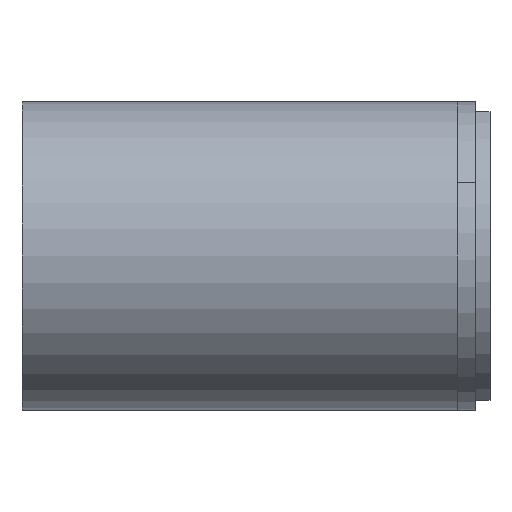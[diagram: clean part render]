
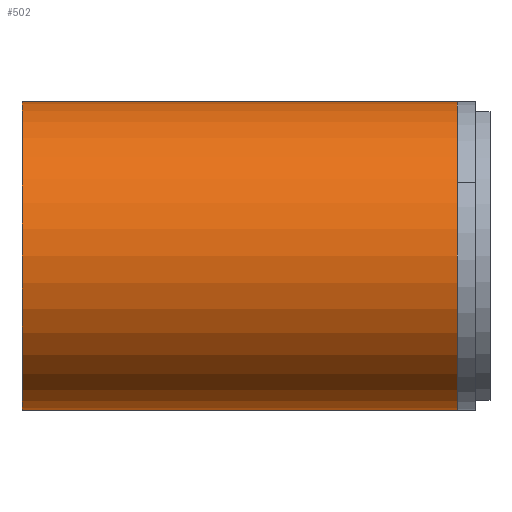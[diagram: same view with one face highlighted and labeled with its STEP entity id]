
A CAD part, left-side view. The second image highlights one B-rep face of the part: STEP entity #502.
In plain terms, the highlighted cylindrical face has radius 2.125 mm (diameter 4.25 mm), a partial arc.
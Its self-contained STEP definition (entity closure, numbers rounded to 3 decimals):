
#12 = EDGE_CURVE ( 'NONE', #150, #612, #329, .T. ) ;
#32 = ORIENTED_EDGE ( 'NONE', *, *, #507, .F. ) ;
#76 = DIRECTION ( 'NONE',  ( 0., 1., 0. ) ) ;
#80 = DIRECTION ( 'NONE',  ( 0., 0., -1. ) ) ;
#93 = ORIENTED_EDGE ( 'NONE', *, *, #12, .F. ) ;
#97 = CARTESIAN_POINT ( 'NONE',  ( 0., 0., 2.125 ) ) ;
#101 = CARTESIAN_POINT ( 'NONE',  ( 0., 0., -2.125 ) ) ;
#150 = VERTEX_POINT ( 'NONE', #253 ) ;
#153 = CARTESIAN_POINT ( 'NONE',  ( 0., 0., 0. ) ) ;
#198 = VERTEX_POINT ( 'NONE', #101 ) ;
#204 = EDGE_CURVE ( 'NONE', #198, #612, #568, .T. ) ;
#227 = AXIS2_PLACEMENT_3D ( 'NONE', #369, #76, #322 ) ;
#237 = ORIENTED_EDGE ( 'NONE', *, *, #204, .T. ) ;
#244 = VERTEX_POINT ( 'NONE', #333 ) ;
#249 = CIRCLE ( 'NONE', #227, 2.125 ) ;
#253 = CARTESIAN_POINT ( 'NONE',  ( 0., 6., 2.125 ) ) ;
#262 = VECTOR ( 'NONE', #529, 1000. ) ;
#268 = VECTOR ( 'NONE', #483, 1000. ) ;
#298 = CARTESIAN_POINT ( 'NONE',  ( 0., 6., 2.125 ) ) ;
#303 = DIRECTION ( 'NONE',  ( 0., 0., 1. ) ) ;
#322 = DIRECTION ( 'NONE',  ( 0., 0., 1. ) ) ;
#324 = DIRECTION ( 'NONE',  ( 0., -1., 0. ) ) ;
#329 = LINE ( 'NONE', #298, #268 ) ;
#333 = CARTESIAN_POINT ( 'NONE',  ( 0., 6., -2.125 ) ) ;
#335 = ORIENTED_EDGE ( 'NONE', *, *, #605, .T. ) ;
#343 = CARTESIAN_POINT ( 'NONE',  ( 0., 6., -2.125 ) ) ;
#369 = CARTESIAN_POINT ( 'NONE',  ( 0., 6., 0. ) ) ;
#401 = AXIS2_PLACEMENT_3D ( 'NONE', #153, #438, #303 ) ;
#415 = CARTESIAN_POINT ( 'NONE',  ( 0., 6., 0. ) ) ;
#432 = EDGE_LOOP ( 'NONE', ( #93, #32, #335, #237 ) ) ;
#438 = DIRECTION ( 'NONE',  ( 0., 1., 0. ) ) ;
#439 = LINE ( 'NONE', #343, #262 ) ;
#461 = FACE_OUTER_BOUND ( 'NONE', #432, .T. ) ;
#483 = DIRECTION ( 'NONE',  ( 0., -1., 0. ) ) ;
#502 = ADVANCED_FACE ( 'NONE', ( #461 ), #554, .T. ) ;
#507 = EDGE_CURVE ( 'NONE', #244, #150, #249, .T. ) ;
#515 = AXIS2_PLACEMENT_3D ( 'NONE', #415, #324, #80 ) ;
#529 = DIRECTION ( 'NONE',  ( 0., -1., 0. ) ) ;
#554 = CYLINDRICAL_SURFACE ( 'NONE', #515, 2.125 ) ;
#568 = CIRCLE ( 'NONE', #401, 2.125 ) ;
#605 = EDGE_CURVE ( 'NONE', #244, #198, #439, .T. ) ;
#612 = VERTEX_POINT ( 'NONE', #97 ) ;
